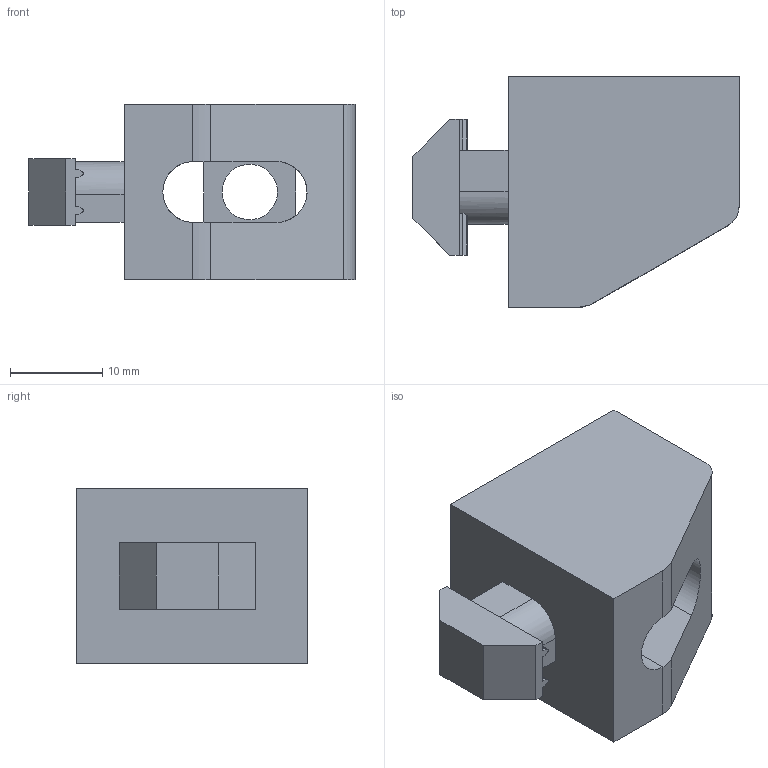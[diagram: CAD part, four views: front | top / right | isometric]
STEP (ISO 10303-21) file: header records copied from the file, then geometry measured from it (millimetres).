
FILE_DESCRIPTION (( 'STEP AP214' ), '1' );
FILE_NAME ('094020m6.STEP', '2013-10-14T07:48:44', ( '' ), ( '' ), 'SwSTEP 2.0', 'SolidWorks 2012', '' );
FILE_SCHEMA (( 'AUTOMOTIVE_DESIGN' ));
Length unit declared in the file: millimetre
Products named in the file (3): 094020m6; 094020; 094-04_M5
Assembly tree (2 placements, depth 2):
  094020m6
    094020
    094-04_M5
Bounding box: 35.3 x 25 x 19 mm (x, y, z)
Volume: 8313.9 mm3; surface area: 4753.4 mm2
Topology: 2 solids, 2 shells, 68 faces, 189 edges, 126 vertices
Faces by surface type: plane 53, cylinder 15
Entity records: 2298 total; most frequent: CARTESIAN_POINT 425, ORIENTED_EDGE 378, DIRECTION 355, EDGE_CURVE 189, LINE 151, VECTOR 151, VERTEX_POINT 126, AXIS2_PLACEMENT_3D 102
